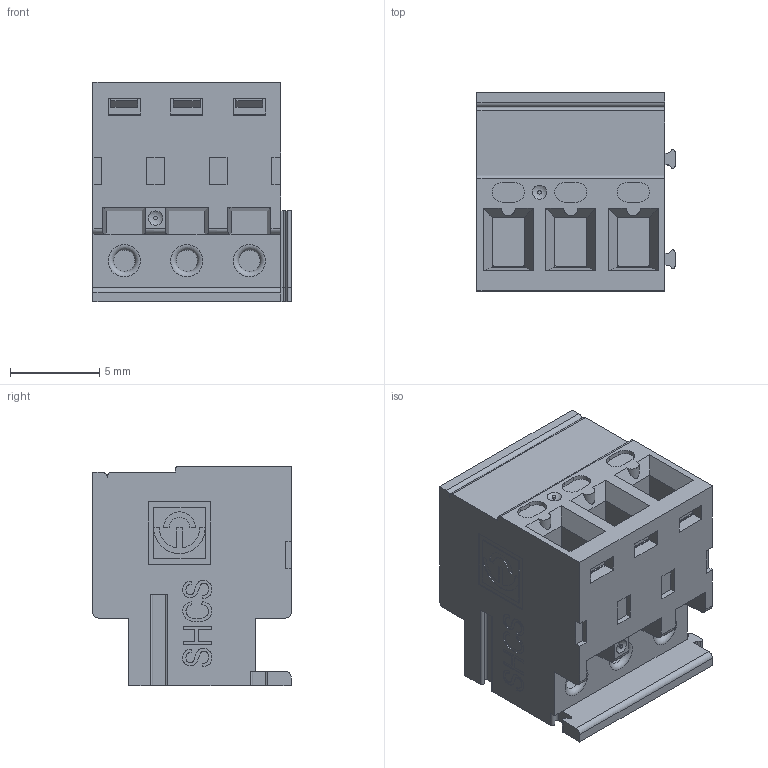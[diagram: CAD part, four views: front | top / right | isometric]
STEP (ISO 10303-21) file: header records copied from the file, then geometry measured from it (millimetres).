
FILE_DESCRIPTION(('STEP AP214'),'1');
FILE_NAME('SHCS03-3,5-Q.stp','2024-04-04T09:11:28',(' '),(' '),'Spatial InterOp 3D',' ',' ');
FILE_SCHEMA(('AUTOMOTIVE_DESIGN { 1 0 10303 214 1 1 1 1 }'));
Length unit declared in the file: metre
Products named in the file (1): 1712284248
Bounding box: 11.08 x 11.1 x 12.3 mm (x, y, z)
Volume: 1000.6 mm3; surface area: 1221.2 mm2
Topology: 1 solids, 1 shells, 438 faces, 1190 edges, 789 vertices
Faces by surface type: plane 281, extrusion 79, cylinder 70, cone 3, torus 3, bspline 2
Full cylindrical faces by diameter (mm): 0.2 x2, 1.2 x6, 2.6 x1, 2.8 x3, 3 x3
Entity records: 17111 total; most frequent: CARTESIAN_POINT 2898, ORIENTED_EDGE 2296, DIRECTION 1950, EDGE_CURVE 1148, VECTOR 902, LINE 823, VERTEX_POINT 770, AXIS2_PLACEMENT_3D 524
